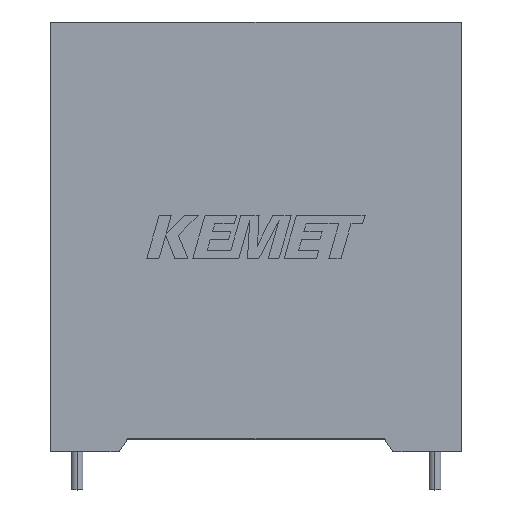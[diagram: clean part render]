
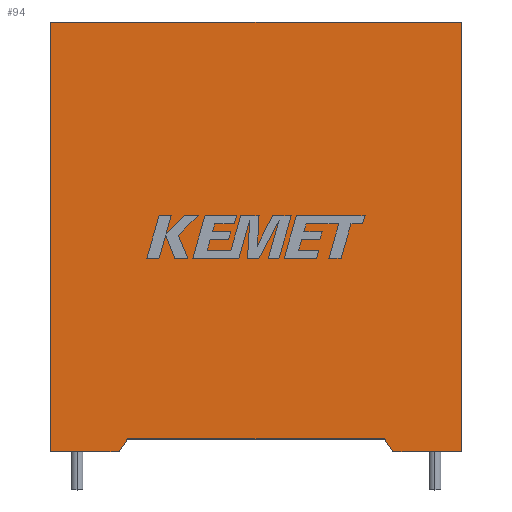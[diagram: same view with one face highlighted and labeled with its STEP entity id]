
A CAD part, top view. The second image highlights one B-rep face of the part: STEP entity #94.
In plain terms, the highlighted planar face has unit normal (0, 0, 1).
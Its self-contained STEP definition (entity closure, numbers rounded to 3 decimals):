
#60 = DIRECTION ( 'NONE',  ( -1., 0., 0. ) ) ;
#94 = ADVANCED_FACE ( 'NONE', ( #3068 ), #1253, .F. ) ;
#102 = ORIENTED_EDGE ( 'NONE', *, *, #1023, .T. ) ;
#121 = VECTOR ( 'NONE', #2401, 1000. ) ;
#139 = LINE ( 'NONE', #1871, #1691 ) ;
#221 = VERTEX_POINT ( 'NONE', #1561 ) ;
#246 = CARTESIAN_POINT ( 'NONE',  ( 34.95, 1.323, 25. ) ) ;
#247 = CARTESIAN_POINT ( 'NONE',  ( 0., 45., 25. ) ) ;
#265 = ORIENTED_EDGE ( 'NONE', *, *, #2167, .T. ) ;
#285 = ORIENTED_EDGE ( 'NONE', *, *, #1641, .F. ) ;
#377 = CARTESIAN_POINT ( 'NONE',  ( 43., 0., 25. ) ) ;
#431 = DIRECTION ( 'NONE',  ( 0., 1., 0. ) ) ;
#439 = VERTEX_POINT ( 'NONE', #246 ) ;
#503 = VECTOR ( 'NONE', #1537, 1000. ) ;
#558 = LINE ( 'NONE', #2175, #121 ) ;
#623 = LINE ( 'NONE', #1136, #2505 ) ;
#626 = ORIENTED_EDGE ( 'NONE', *, *, #3017, .T. ) ;
#631 = VECTOR ( 'NONE', #2146, 1000. ) ;
#688 = VERTEX_POINT ( 'NONE', #2510 ) ;
#845 = EDGE_LOOP ( 'NONE', ( #1683, #265, #102, #930, #626, #2759, #2461, #285 ) ) ;
#929 = EDGE_CURVE ( 'NONE', #1127, #688, #1126, .T. ) ;
#930 = ORIENTED_EDGE ( 'NONE', *, *, #1720, .T. ) ;
#943 = LINE ( 'NONE', #247, #1898 ) ;
#965 = CARTESIAN_POINT ( 'NONE',  ( 0., 0., 25. ) ) ;
#1023 = EDGE_CURVE ( 'NONE', #3141, #1926, #623, .T. ) ;
#1126 = LINE ( 'NONE', #2617, #3075 ) ;
#1127 = VERTEX_POINT ( 'NONE', #965 ) ;
#1136 = CARTESIAN_POINT ( 'NONE',  ( 0., 0., 25. ) ) ;
#1167 = LINE ( 'NONE', #1794, #631 ) ;
#1253 = PLANE ( 'NONE',  #1932 ) ;
#1375 = CARTESIAN_POINT ( 'NONE',  ( 35.85, 0., 25. ) ) ;
#1500 = CARTESIAN_POINT ( 'NONE',  ( 0., 0., 25. ) ) ;
#1537 = DIRECTION ( 'NONE',  ( -0.562, -0.827, 0. ) ) ;
#1555 = CARTESIAN_POINT ( 'NONE',  ( 0., 0., 25. ) ) ;
#1561 = CARTESIAN_POINT ( 'NONE',  ( 0., 45., 25. ) ) ;
#1641 = EDGE_CURVE ( 'NONE', #1892, #688, #2298, .T. ) ;
#1642 = DIRECTION ( 'NONE',  ( 1., 0., 0. ) ) ;
#1648 = CARTESIAN_POINT ( 'NONE',  ( 43., 45., 25. ) ) ;
#1683 = ORIENTED_EDGE ( 'NONE', *, *, #2701, .F. ) ;
#1691 = VECTOR ( 'NONE', #431, 1000. ) ;
#1720 = EDGE_CURVE ( 'NONE', #1926, #2852, #139, .T. ) ;
#1740 = DIRECTION ( 'NONE',  ( -1., 0., 0. ) ) ;
#1794 = CARTESIAN_POINT ( 'NONE',  ( 21.5, 1.323, 25. ) ) ;
#1798 = DIRECTION ( 'NONE',  ( 0., -1., 0. ) ) ;
#1871 = CARTESIAN_POINT ( 'NONE',  ( 43., 0., 25. ) ) ;
#1892 = VERTEX_POINT ( 'NONE', #2088 ) ;
#1898 = VECTOR ( 'NONE', #1740, 1000. ) ;
#1926 = VERTEX_POINT ( 'NONE', #377 ) ;
#1932 = AXIS2_PLACEMENT_3D ( 'NONE', #1500, #2724, #60 ) ;
#2076 = CARTESIAN_POINT ( 'NONE',  ( 8.05, 1.323, 25. ) ) ;
#2088 = CARTESIAN_POINT ( 'NONE',  ( 8.05, 1.323, 25. ) ) ;
#2135 = DIRECTION ( 'NONE',  ( 1., 0., 0. ) ) ;
#2146 = DIRECTION ( 'NONE',  ( -1., 0., 0. ) ) ;
#2167 = EDGE_CURVE ( 'NONE', #439, #3141, #558, .T. ) ;
#2175 = CARTESIAN_POINT ( 'NONE',  ( 34.95, 1.323, 25. ) ) ;
#2298 = LINE ( 'NONE', #2076, #503 ) ;
#2401 = DIRECTION ( 'NONE',  ( 0.562, -0.827, 0. ) ) ;
#2461 = ORIENTED_EDGE ( 'NONE', *, *, #929, .T. ) ;
#2505 = VECTOR ( 'NONE', #1642, 1000. ) ;
#2510 = CARTESIAN_POINT ( 'NONE',  ( 7.15, 0., 25. ) ) ;
#2617 = CARTESIAN_POINT ( 'NONE',  ( 0., 0., 25. ) ) ;
#2701 = EDGE_CURVE ( 'NONE', #439, #1892, #1167, .T. ) ;
#2724 = DIRECTION ( 'NONE',  ( 0., 0., -1. ) ) ;
#2759 = ORIENTED_EDGE ( 'NONE', *, *, #2962, .T. ) ;
#2852 = VERTEX_POINT ( 'NONE', #1648 ) ;
#2918 = LINE ( 'NONE', #1555, #2990 ) ;
#2962 = EDGE_CURVE ( 'NONE', #221, #1127, #2918, .T. ) ;
#2990 = VECTOR ( 'NONE', #1798, 1000. ) ;
#3017 = EDGE_CURVE ( 'NONE', #2852, #221, #943, .T. ) ;
#3068 = FACE_OUTER_BOUND ( 'NONE', #845, .T. ) ;
#3075 = VECTOR ( 'NONE', #2135, 1000. ) ;
#3141 = VERTEX_POINT ( 'NONE', #1375 ) ;
